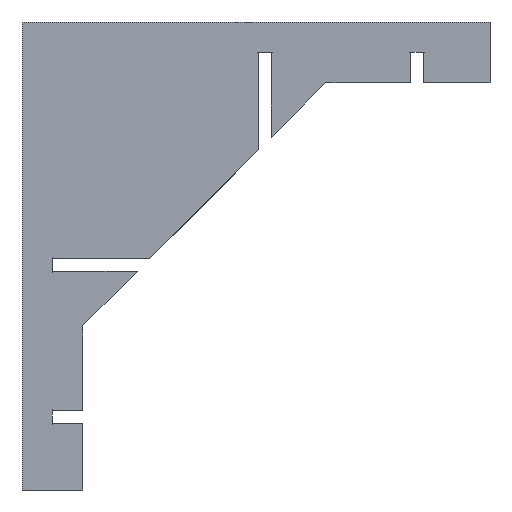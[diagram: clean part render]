
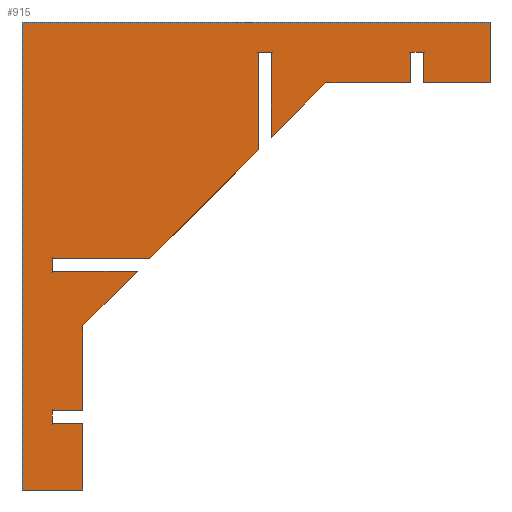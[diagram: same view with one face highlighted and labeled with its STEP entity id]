
A CAD part, front view. The second image highlights one B-rep face of the part: STEP entity #915.
In plain terms, the highlighted planar face has unit normal (0, -1, 0).
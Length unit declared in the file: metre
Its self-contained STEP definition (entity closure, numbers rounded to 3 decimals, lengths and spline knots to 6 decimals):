
#17=LINE('',#1268,#137);
#19=LINE('',#1273,#139);
#27=LINE('',#1295,#147);
#37=LINE('',#1317,#157);
#43=LINE('',#1330,#163);
#47=LINE('',#1339,#167);
#50=LINE('',#1350,#170);
#70=LINE('',#1391,#190);
#72=LINE('',#1395,#192);
#73=LINE('',#1397,#193);
#74=LINE('',#1399,#194);
#75=LINE('',#1400,#195);
#76=LINE('',#1401,#196);
#77=LINE('',#1403,#197);
#78=LINE('',#1405,#198);
#79=LINE('',#1406,#199);
#80=LINE('',#1408,#200);
#81=LINE('',#1410,#201);
#82=LINE('',#1411,#202);
#83=LINE('',#1413,#203);
#84=LINE('',#1415,#204);
#85=LINE('',#1416,#205);
#86=LINE('',#1418,#206);
#137=VECTOR('',#1032,1.);
#139=VECTOR('',#1036,1.);
#147=VECTOR('',#1052,1.);
#157=VECTOR('',#1066,1.);
#163=VECTOR('',#1076,1.);
#167=VECTOR('',#1082,1.);
#170=VECTOR('',#1095,1.);
#190=VECTOR('',#1125,1.);
#192=VECTOR('',#1129,1.);
#193=VECTOR('',#1130,1.);
#194=VECTOR('',#1131,1.);
#195=VECTOR('',#1132,1.);
#196=VECTOR('',#1133,1.);
#197=VECTOR('',#1134,1.);
#198=VECTOR('',#1135,1.);
#199=VECTOR('',#1136,1.);
#200=VECTOR('',#1137,1.);
#201=VECTOR('',#1138,1.);
#202=VECTOR('',#1139,1.);
#203=VECTOR('',#1140,1.);
#204=VECTOR('',#1141,1.);
#205=VECTOR('',#1142,1.);
#206=VECTOR('',#1143,1.);
#265=PLANE('',#984);
#376=ORIENTED_EDGE('',*,*,#620,.F.);
#377=ORIENTED_EDGE('',*,*,#559,.T.);
#378=ORIENTED_EDGE('',*,*,#621,.T.);
#379=ORIENTED_EDGE('',*,*,#622,.T.);
#380=ORIENTED_EDGE('',*,*,#618,.T.);
#381=ORIENTED_EDGE('',*,*,#623,.F.);
#382=ORIENTED_EDGE('',*,*,#571,.F.);
#383=ORIENTED_EDGE('',*,*,#624,.F.);
#384=ORIENTED_EDGE('',*,*,#625,.T.);
#385=ORIENTED_EDGE('',*,*,#626,.F.);
#386=ORIENTED_EDGE('',*,*,#581,.F.);
#387=ORIENTED_EDGE('',*,*,#591,.F.);
#388=ORIENTED_EDGE('',*,*,#627,.F.);
#389=ORIENTED_EDGE('',*,*,#628,.T.);
#390=ORIENTED_EDGE('',*,*,#629,.F.);
#391=ORIENTED_EDGE('',*,*,#587,.F.);
#392=ORIENTED_EDGE('',*,*,#630,.F.);
#393=ORIENTED_EDGE('',*,*,#631,.T.);
#394=ORIENTED_EDGE('',*,*,#632,.F.);
#395=ORIENTED_EDGE('',*,*,#596,.F.);
#396=ORIENTED_EDGE('',*,*,#561,.T.);
#397=ORIENTED_EDGE('',*,*,#633,.F.);
#398=ORIENTED_EDGE('',*,*,#634,.T.);
#559=EDGE_CURVE('',#686,#687,#17,.T.);
#561=EDGE_CURVE('',#690,#688,#19,.T.);
#571=EDGE_CURVE('',#698,#700,#27,.T.);
#581=EDGE_CURVE('',#709,#710,#37,.T.);
#587=EDGE_CURVE('',#715,#716,#43,.T.);
#591=EDGE_CURVE('',#718,#709,#47,.T.);
#596=EDGE_CURVE('',#690,#722,#50,.T.);
#618=EDGE_CURVE('',#738,#737,#70,.T.);
#620=EDGE_CURVE('',#686,#739,#72,.T.);
#621=EDGE_CURVE('',#687,#740,#73,.T.);
#622=EDGE_CURVE('',#740,#738,#74,.T.);
#623=EDGE_CURVE('',#700,#737,#75,.T.);
#624=EDGE_CURVE('',#741,#698,#76,.T.);
#625=EDGE_CURVE('',#741,#742,#77,.T.);
#626=EDGE_CURVE('',#710,#742,#78,.T.);
#627=EDGE_CURVE('',#743,#718,#79,.T.);
#628=EDGE_CURVE('',#743,#744,#80,.T.);
#629=EDGE_CURVE('',#716,#744,#81,.T.);
#630=EDGE_CURVE('',#745,#715,#82,.T.);
#631=EDGE_CURVE('',#745,#746,#83,.T.);
#632=EDGE_CURVE('',#722,#746,#84,.T.);
#633=EDGE_CURVE('',#747,#688,#85,.T.);
#634=EDGE_CURVE('',#747,#739,#86,.T.);
#686=VERTEX_POINT('',#1265);
#687=VERTEX_POINT('',#1267);
#688=VERTEX_POINT('',#1271);
#690=VERTEX_POINT('',#1274);
#698=VERTEX_POINT('',#1293);
#700=VERTEX_POINT('',#1296);
#709=VERTEX_POINT('',#1316);
#710=VERTEX_POINT('',#1318);
#715=VERTEX_POINT('',#1331);
#716=VERTEX_POINT('',#1332);
#718=VERTEX_POINT('',#1338);
#722=VERTEX_POINT('',#1351);
#737=VERTEX_POINT('',#1390);
#738=VERTEX_POINT('',#1392);
#739=VERTEX_POINT('',#1396);
#740=VERTEX_POINT('',#1398);
#741=VERTEX_POINT('',#1402);
#742=VERTEX_POINT('',#1404);
#743=VERTEX_POINT('',#1407);
#744=VERTEX_POINT('',#1409);
#745=VERTEX_POINT('',#1412);
#746=VERTEX_POINT('',#1414);
#747=VERTEX_POINT('',#1417);
#797=EDGE_LOOP('',(#376,#377,#378,#379,#380,#381,#382,#383,#384,#385,#386,
#387,#388,#389,#390,#391,#392,#393,#394,#395,#396,#397,#398));
#857=FACE_BOUND('',#797,.T.);
#915=ADVANCED_FACE('',(#857),#265,.T.);
#984=AXIS2_PLACEMENT_3D('',#1394,#1127,#1128);
#1032=DIRECTION('',(1.,0.,0.));
#1036=DIRECTION('',(1.,0.,0.));
#1052=DIRECTION('',(0.,0.,-1.));
#1066=DIRECTION('',(0.,0.,-1.));
#1076=DIRECTION('',(-0.707,0.,-0.707));
#1082=DIRECTION('',(-0.707,0.,-0.707));
#1095=DIRECTION('',(-0.707,0.,-0.707));
#1125=DIRECTION('',(0.,0.,-1.));
#1127=DIRECTION('',(0.,-1.,0.));
#1128=DIRECTION('',(0.,0.,-1.));
#1129=DIRECTION('',(0.,0.,1.));
#1130=DIRECTION('',(0.,0.,1.));
#1131=DIRECTION('',(-1.,0.,0.));
#1132=DIRECTION('',(-1.,0.,0.));
#1133=DIRECTION('',(1.,0.,0.));
#1134=DIRECTION('',(0.,0.,1.));
#1135=DIRECTION('',(-1.,0.,0.));
#1136=DIRECTION('',(1.,0.,0.));
#1137=DIRECTION('',(0.,0.,1.));
#1138=DIRECTION('',(-1.,0.,0.));
#1139=DIRECTION('',(0.,0.,-1.));
#1140=DIRECTION('',(1.,0.,0.));
#1141=DIRECTION('',(0.,0.,1.));
#1142=DIRECTION('',(0.,0.,-1.));
#1143=DIRECTION('',(1.,0.,0.));
#1265=CARTESIAN_POINT('',(0.010419,-0.00381,0.01016));
#1267=CARTESIAN_POINT('',(0.013208,-0.00381,0.01016));
#1268=CARTESIAN_POINT('',(0.009779,-0.00381,0.01016));
#1271=CARTESIAN_POINT('',(0.009901,-0.00381,0.01016));
#1273=CARTESIAN_POINT('',(0.009779,-0.00381,0.01016));
#1274=CARTESIAN_POINT('',(0.00635,-0.00381,0.01016));
#1293=CARTESIAN_POINT('',(-0.00381,-0.00381,-0.004069));
#1295=CARTESIAN_POINT('',(-0.00381,-0.00381,-0.003429));
#1296=CARTESIAN_POINT('',(-0.00381,-0.00381,-0.006858));
#1316=CARTESIAN_POINT('',(-0.00381,-0.00381,0.));
#1317=CARTESIAN_POINT('',(-0.00381,-0.00381,-0.003429));
#1318=CARTESIAN_POINT('',(-0.00381,-0.00381,-0.003551));
#1330=CARTESIAN_POINT('',(0.00127,-0.00381,0.00508));
#1331=CARTESIAN_POINT('',(0.003551,-0.00381,0.007361));
#1332=CARTESIAN_POINT('',(-0.001011,-0.00381,0.002799));
#1338=CARTESIAN_POINT('',(-0.001529,-0.00381,0.002281));
#1339=CARTESIAN_POINT('',(0.00127,-0.00381,0.00508));
#1350=CARTESIAN_POINT('',(0.00127,-0.00381,0.00508));
#1351=CARTESIAN_POINT('',(0.004069,-0.00381,0.007879));
#1390=CARTESIAN_POINT('',(-0.00635,-0.00381,-0.006858));
#1391=CARTESIAN_POINT('',(-0.00635,-0.00381,0.0127));
#1392=CARTESIAN_POINT('',(-0.00635,-0.00381,0.0127));
#1394=CARTESIAN_POINT('',(0.,-0.00381,0.0127));
#1395=CARTESIAN_POINT('',(0.010419,-0.00381,0.0127));
#1396=CARTESIAN_POINT('',(0.010419,-0.00381,0.01143));
#1397=CARTESIAN_POINT('',(0.013208,-0.00381,0.01016));
#1398=CARTESIAN_POINT('',(0.013208,-0.00381,0.0127));
#1399=CARTESIAN_POINT('',(0.,-0.00381,0.0127));
#1400=CARTESIAN_POINT('',(-0.00381,-0.00381,-0.006858));
#1401=CARTESIAN_POINT('',(0.,-0.00381,-0.004069));
#1402=CARTESIAN_POINT('',(-0.00508,-0.00381,-0.004069));
#1403=CARTESIAN_POINT('',(-0.00508,-0.00381,0.0127));
#1404=CARTESIAN_POINT('',(-0.00508,-0.00381,-0.003551));
#1405=CARTESIAN_POINT('',(0.,-0.00381,-0.003551));
#1406=CARTESIAN_POINT('',(0.,-0.00381,0.002281));
#1407=CARTESIAN_POINT('',(-0.00508,-0.00381,0.002281));
#1408=CARTESIAN_POINT('',(-0.00508,-0.00381,0.0127));
#1409=CARTESIAN_POINT('',(-0.00508,-0.00381,0.002799));
#1410=CARTESIAN_POINT('',(0.,-0.00381,0.002799));
#1411=CARTESIAN_POINT('',(0.003551,-0.00381,0.0127));
#1412=CARTESIAN_POINT('',(0.003551,-0.00381,0.01143));
#1413=CARTESIAN_POINT('',(0.,-0.00381,0.01143));
#1414=CARTESIAN_POINT('',(0.004069,-0.00381,0.01143));
#1415=CARTESIAN_POINT('',(0.004069,-0.00381,0.0127));
#1416=CARTESIAN_POINT('',(0.009901,-0.00381,0.0127));
#1417=CARTESIAN_POINT('',(0.009901,-0.00381,0.01143));
#1418=CARTESIAN_POINT('',(0.,-0.00381,0.01143));
